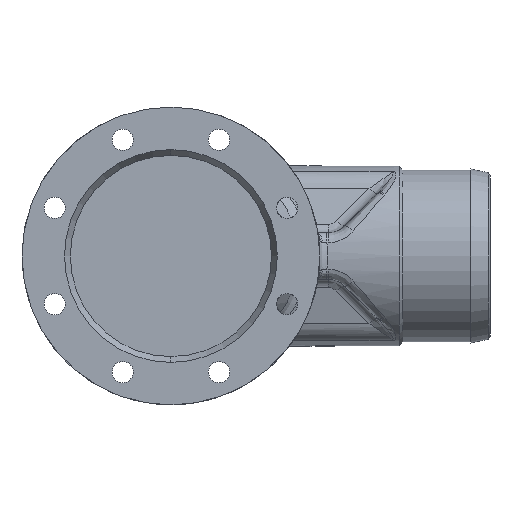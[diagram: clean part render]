
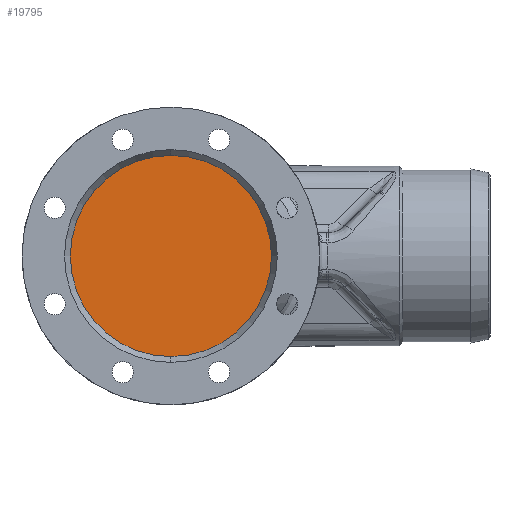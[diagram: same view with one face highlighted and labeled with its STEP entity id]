
A CAD part, front view. The second image highlights one B-rep face of the part: STEP entity #19795.
In plain terms, the highlighted planar face has unit normal (0, -1, 0).
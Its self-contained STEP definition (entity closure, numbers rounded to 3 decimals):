
#1058 = EDGE_CURVE ( 'NONE', #17335, #17336, #3805, .T. ) ;
#1061 = EDGE_CURVE ( 'NONE', #17336, #17335, #3838, .T. ) ;
#2409 = CARTESIAN_POINT ( 'NONE',  ( 0., 2.8, 0. ) ) ;
#2418 = PLANE ( 'NONE',  #19656 ) ;
#2430 = DIRECTION ( 'NONE',  ( 0., 1., 0. ) ) ;
#2431 = DIRECTION ( 'NONE',  ( 0., 0., 1. ) ) ;
#3805 = CIRCLE ( 'NONE', #9999, 57.45 ) ;
#3838 = CIRCLE ( 'NONE', #10001, 57.45 ) ;
#5168 = CARTESIAN_POINT ( 'NONE',  ( 0., 2.8, -57.45 ) ) ;
#5169 = CARTESIAN_POINT ( 'NONE',  ( 0., 2.8, 57.45 ) ) ;
#9999 = AXIS2_PLACEMENT_3D ( 'NONE', #17041, #17035, #17034 ) ;
#10001 = AXIS2_PLACEMENT_3D ( 'NONE', #17028, #17026, #17025 ) ;
#17025 = DIRECTION ( 'NONE',  ( 0., 0., -1. ) ) ;
#17026 = DIRECTION ( 'NONE',  ( 0., -1., 0. ) ) ;
#17028 = CARTESIAN_POINT ( 'NONE',  ( 0., 2.8, 0. ) ) ;
#17034 = DIRECTION ( 'NONE',  ( 0., 0., -1. ) ) ;
#17035 = DIRECTION ( 'NONE',  ( 0., -1., 0. ) ) ;
#17041 = CARTESIAN_POINT ( 'NONE',  ( 0., 2.8, 0. ) ) ;
#17335 = VERTEX_POINT ( 'NONE', #5169 ) ;
#17336 = VERTEX_POINT ( 'NONE', #5168 ) ;
#19656 = AXIS2_PLACEMENT_3D ( 'NONE', #2409, #2430, #2431 ) ;
#19795 = ADVANCED_FACE ( 'NONE', ( #23998 ), #2418, .F. ) ;
#20934 = ORIENTED_EDGE ( 'NONE', *, *, #1061, .T. ) ;
#20935 = ORIENTED_EDGE ( 'NONE', *, *, #1058, .T. ) ;
#22837 = EDGE_LOOP ( 'NONE', ( #20934, #20935 ) ) ;
#23998 = FACE_OUTER_BOUND ( 'NONE', #22837, .T. ) ;
